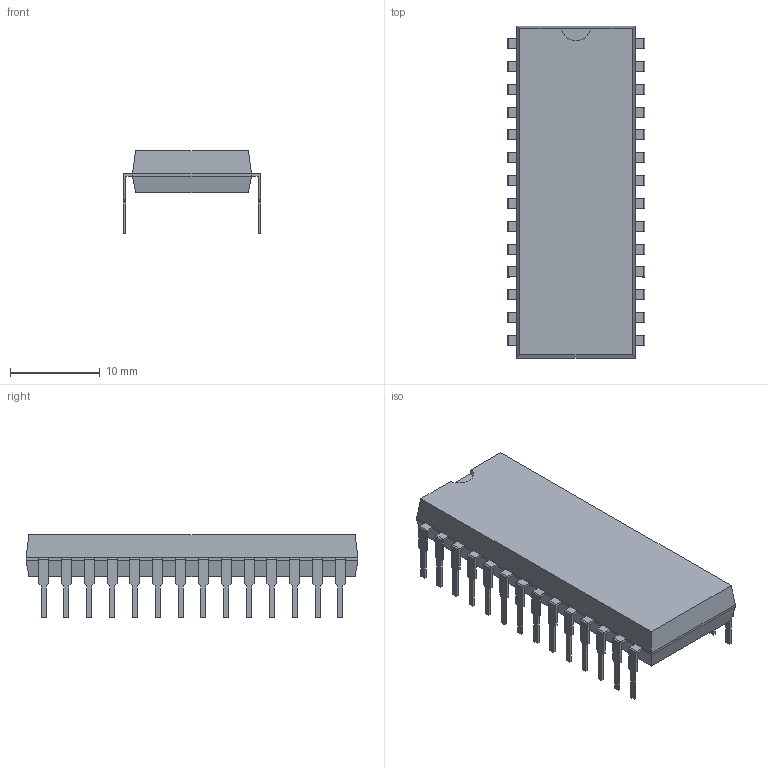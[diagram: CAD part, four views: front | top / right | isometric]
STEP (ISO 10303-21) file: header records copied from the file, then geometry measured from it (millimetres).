
FILE_DESCRIPTION(('FreeCAD Model'),'2;1');
FILE_NAME('600763.2.1.stp','2020-04-09T02:07:57',( 'Author'),(''),'Open CASCADE STEP processor 6.9','FreeCAD','Unknown' );
FILE_SCHEMA(('AUTOMOTIVE_DESIGN { 1 0 10303 214 1 1 1 1 }'));
Length unit declared in the file: millimetre
Products named in the file (3): ASSEMBLY; Body; PinsArrayLR
Assembly tree (2 placements, depth 2):
  ASSEMBLY
    Body
    PinsArrayLR
Bounding box: 15.27 x 36.92 x 9.22 mm (x, y, z)
Volume: 2262.1 mm3; surface area: 1858.6 mm2
Topology: 29 solids, 29 shells, 380 faces, 958 edges, 636 vertices
Faces by surface type: plane 351, cylinder 29
Entity records: 24001 total; most frequent: CARTESIAN_POINT 4079, DIRECTION 3668, LINE 2750, VECTOR 2750, ORIENTED_EDGE 1916, PCURVE 1916, DEFINITIONAL_REPRESENTATION 1916, EDGE_CURVE 958
